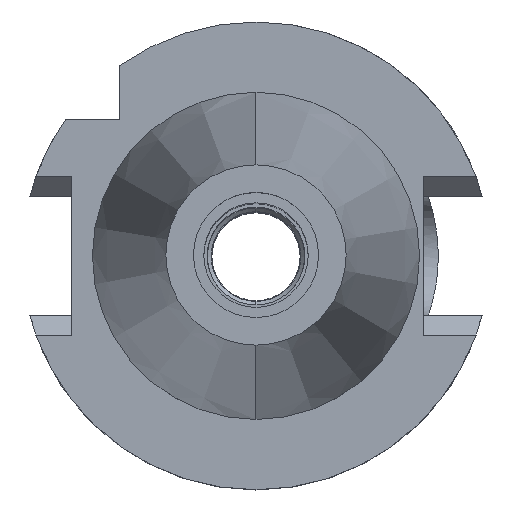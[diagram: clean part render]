
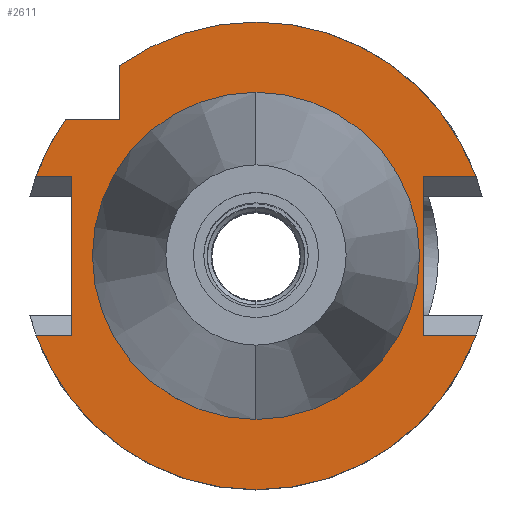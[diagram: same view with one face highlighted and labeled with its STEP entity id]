
A CAD part, top view. The second image highlights one B-rep face of the part: STEP entity #2611.
In plain terms, the highlighted planar face has unit normal (0, 0, 1).
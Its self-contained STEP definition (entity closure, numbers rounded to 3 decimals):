
#723=DIRECTION('',(0.,-1.,0.));
#724=VECTOR('',#723,7.334);
#725=CARTESIAN_POINT('',(-18.5,25.834,-1.));
#726=LINE('',#725,#724);
#905=CARTESIAN_POINT('',(29.901,10.75,-1.));
#917=DIRECTION('',(1.,0.,0.));
#918=VECTOR('',#917,7.201);
#919=CARTESIAN_POINT('',(22.7,10.75,-1.));
#920=LINE('',#919,#918);
#968=CARTESIAN_POINT('',(0.,0.,-1.));
#969=DIRECTION('',(0.,0.,-1.));
#970=DIRECTION('',(-0.582,0.813,0.));
#971=AXIS2_PLACEMENT_3D('',#968,#969,#970);
#976=CARTESIAN_POINT('',(0.,0.,-1.));
#977=DIRECTION('',(0.,0.,-1.));
#978=DIRECTION('',(0.,1.,0.));
#979=AXIS2_PLACEMENT_3D('',#976,#977,#978);
#984=DIRECTION('',(0.,-1.,0.));
#985=VECTOR('',#984,21.5);
#986=CARTESIAN_POINT('',(22.7,10.75,-1.));
#987=LINE('',#986,#985);
#991=DIRECTION('',(1.,0.,0.));
#992=VECTOR('',#991,7.201);
#993=CARTESIAN_POINT('',(22.7,-10.75,-1.));
#994=LINE('',#993,#992);
#998=CARTESIAN_POINT('',(0.,0.,-1.));
#999=DIRECTION('',(0.,0.,-1.));
#1000=DIRECTION('',(0.941,-0.338,0.));
#1001=AXIS2_PLACEMENT_3D('',#998,#999,#1000);
#1006=CARTESIAN_POINT('',(0.,0.,-1.));
#1007=DIRECTION('',(0.,0.,-1.));
#1008=DIRECTION('',(0.,-1.,0.));
#1009=AXIS2_PLACEMENT_3D('',#1006,#1007,#1008);
#1014=DIRECTION('',(-1.,0.,0.));
#1015=VECTOR('',#1014,4.901);
#1016=CARTESIAN_POINT('',(-25.,10.75,-1.));
#1017=LINE('',#1016,#1015);
#1021=CARTESIAN_POINT('',(0.,0.,-1.));
#1022=DIRECTION('',(0.,0.,-1.));
#1023=DIRECTION('',(-0.941,0.338,0.));
#1024=AXIS2_PLACEMENT_3D('',#1021,#1022,#1023);
#1029=CARTESIAN_POINT('',(0.,0.,-1.));
#1030=DIRECTION('',(0.,0.,1.));
#1031=DIRECTION('',(0.,-1.,0.));
#1032=AXIS2_PLACEMENT_3D('',#1029,#1030,#1031);
#1037=CARTESIAN_POINT('',(0.,0.,-1.));
#1038=DIRECTION('',(0.,0.,1.));
#1039=DIRECTION('',(0.,1.,0.));
#1040=AXIS2_PLACEMENT_3D('',#1037,#1038,#1039);
#1048=CARTESIAN_POINT('',(-29.901,-10.75,-1.));
#1082=DIRECTION('',(-1.,0.,0.));
#1083=VECTOR('',#1082,4.901);
#1084=CARTESIAN_POINT('',(-25.,-10.75,-1.));
#1085=LINE('',#1084,#1083);
#1120=DIRECTION('',(0.,-1.,0.));
#1121=VECTOR('',#1120,21.5);
#1122=CARTESIAN_POINT('',(-25.,10.75,-1.));
#1123=LINE('',#1122,#1121);
#1193=DIRECTION('',(-1.,0.,0.));
#1194=VECTOR('',#1193,7.334);
#1195=CARTESIAN_POINT('',(-18.5,18.5,-1.));
#1196=LINE('',#1195,#1194);
#1734=CARTESIAN_POINT('',(-18.5,25.834,-1.));
#1735=VERTEX_POINT('',#1734);
#1736=CARTESIAN_POINT('',(-18.5,18.5,-1.));
#1737=VERTEX_POINT('',#1736);
#1763=CARTESIAN_POINT('',(-25.,10.75,-1.));
#1764=VERTEX_POINT('',#1763);
#1765=CARTESIAN_POINT('',(-25.,-10.75,-1.));
#1766=VERTEX_POINT('',#1765);
#1805=VERTEX_POINT('',#1048);
#1806=CARTESIAN_POINT('',(0.,-31.775,-1.));
#1807=VERTEX_POINT('',#1806);
#1808=CARTESIAN_POINT('',(29.901,-10.75,-1.));
#1809=VERTEX_POINT('',#1808);
#1810=VERTEX_POINT('',#905);
#1811=CARTESIAN_POINT('',(0.,31.775,-1.));
#1812=VERTEX_POINT('',#1811);
#1813=CARTESIAN_POINT('',(-25.834,18.5,-1.));
#1814=VERTEX_POINT('',#1813);
#1815=CARTESIAN_POINT('',(-29.901,10.75,-1.));
#1816=VERTEX_POINT('',#1815);
#1817=CARTESIAN_POINT('',(22.7,10.75,-1.));
#1818=VERTEX_POINT('',#1817);
#1819=CARTESIAN_POINT('',(22.7,-10.75,-1.));
#1820=VERTEX_POINT('',#1819);
#1821=CARTESIAN_POINT('',(0.,-22.225,-1.));
#1822=CARTESIAN_POINT('',(0.,22.225,-1.));
#1823=VERTEX_POINT('',#1821);
#1824=VERTEX_POINT('',#1822);
#2577=CARTESIAN_POINT('',(0.,0.,-1.));
#2578=DIRECTION('',(0.,0.,-1.));
#2579=DIRECTION('',(0.,-1.,0.));
#2580=AXIS2_PLACEMENT_3D('',#2577,#2578,#2579);
#2581=PLANE('',#2580);
#2582=ORIENTED_EDGE('',*,*,#2425,.F.);
#2583=ORIENTED_EDGE('',*,*,#2541,.T.);
#2584=ORIENTED_EDGE('',*,*,#2539,.T.);
#2585=ORIENTED_EDGE('',*,*,#2555,.F.);
#2586=ORIENTED_EDGE('',*,*,#2565,.T.);
#2588=ORIENTED_EDGE('',*,*,#2587,.T.);
#2590=ORIENTED_EDGE('',*,*,#2589,.T.);
#2592=ORIENTED_EDGE('',*,*,#2591,.T.);
#2594=ORIENTED_EDGE('',*,*,#2593,.F.);
#2596=ORIENTED_EDGE('',*,*,#2595,.F.);
#2598=ORIENTED_EDGE('',*,*,#2597,.T.);
#2600=ORIENTED_EDGE('',*,*,#2599,.T.);
#2602=ORIENTED_EDGE('',*,*,#2601,.F.);
#2603=EDGE_LOOP('',(#2582,#2583,#2584,#2585,#2586,#2588,#2590,#2592,#2594,#2596,
#2598,#2600,#2602));
#2604=FACE_OUTER_BOUND('',#2603,.F.);
#2606=ORIENTED_EDGE('',*,*,#2605,.T.);
#2608=ORIENTED_EDGE('',*,*,#2607,.T.);
#2609=EDGE_LOOP('',(#2606,#2608));
#2610=FACE_BOUND('',#2609,.F.);
#972=CIRCLE('',#971,31.775);
#980=CIRCLE('',#979,31.775);
#1002=CIRCLE('',#1001,31.775);
#1010=CIRCLE('',#1009,31.775);
#1025=CIRCLE('',#1024,31.775);
#1033=CIRCLE('',#1032,22.225);
#1041=CIRCLE('',#1040,22.225);
#2425=EDGE_CURVE('',#1735,#1737,#726,.T.);
#2539=EDGE_CURVE('',#1812,#1810,#980,.T.);
#2541=EDGE_CURVE('',#1735,#1812,#972,.T.);
#2555=EDGE_CURVE('',#1818,#1810,#920,.T.);
#2565=EDGE_CURVE('',#1818,#1820,#987,.T.);
#2587=EDGE_CURVE('',#1820,#1809,#994,.T.);
#2589=EDGE_CURVE('',#1809,#1807,#1002,.T.);
#2591=EDGE_CURVE('',#1807,#1805,#1010,.T.);
#2593=EDGE_CURVE('',#1766,#1805,#1085,.T.);
#2595=EDGE_CURVE('',#1764,#1766,#1123,.T.);
#2597=EDGE_CURVE('',#1764,#1816,#1017,.T.);
#2599=EDGE_CURVE('',#1816,#1814,#1025,.T.);
#2601=EDGE_CURVE('',#1737,#1814,#1196,.T.);
#2605=EDGE_CURVE('',#1823,#1824,#1033,.T.);
#2607=EDGE_CURVE('',#1824,#1823,#1041,.T.);
#2611=ADVANCED_FACE('',(#2604,#2610),#2581,.F.);
